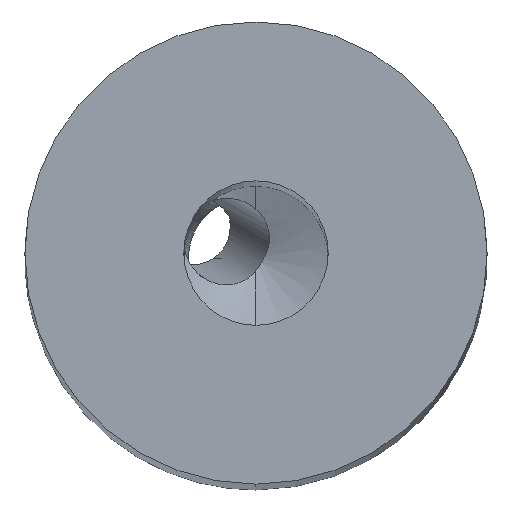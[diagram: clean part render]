
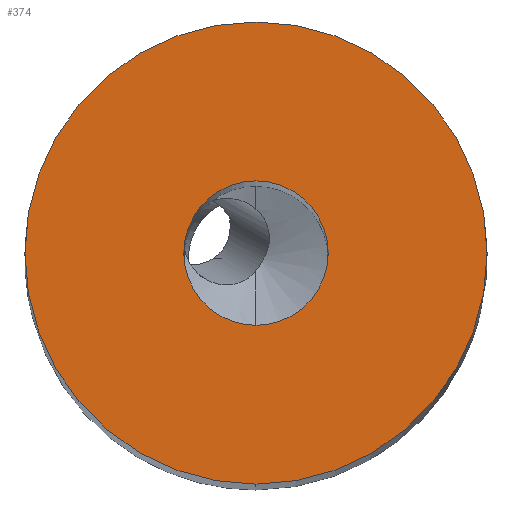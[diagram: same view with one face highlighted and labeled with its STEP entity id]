
A CAD part, top view. The second image highlights one B-rep face of the part: STEP entity #374.
In plain terms, the highlighted planar face has unit normal (0, 0, 1).
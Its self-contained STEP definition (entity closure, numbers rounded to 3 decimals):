
#238=VERTEX_POINT('NONE',#636);
#298=EDGE_CURVE('NONE',#326,#420,#702,.T.);
#326=VERTEX_POINT('NONE',#733);
#374=ADVANCED_FACE('NONE',(#787,#788),#789,.T.);
#402=EDGE_CURVE('NONE',#420,#326,#819,.T.);
#420=VERTEX_POINT('NONE',#839);
#458=EDGE_CURVE('NONE',#238,#586,#879,.T.);
#484=EDGE_CURVE('NONE',#586,#238,#907,.T.);
#586=VERTEX_POINT('NONE',#1015);
#636=CARTESIAN_POINT('',(0.,-2.5,100.081));
#702=CIRCLE('',#1222,8.0);
#733=CARTESIAN_POINT('',(0.0,8.0,100.081));
#787=FACE_OUTER_BOUND('',#1360,.T.);
#788=FACE_BOUND('',#1361,.T.);
#789=PLANE('',#1362);
#819=CIRCLE('',#1455,8.0);
#839=CARTESIAN_POINT('',(0.,-8.0,100.081));
#879=CIRCLE('',#1593,2.5);
#907=CIRCLE('',#1667,2.5);
#1015=CARTESIAN_POINT('',(0.0,2.5,100.081));
#1222=AXIS2_PLACEMENT_3D('',#1968,#1969,#1970);
#1360=EDGE_LOOP('',(#2087,#2088));
#1361=EDGE_LOOP('',(#2089,#2090));
#1362=AXIS2_PLACEMENT_3D('',#2091,#2092,#2093);
#1455=AXIS2_PLACEMENT_3D('',#2113,#2114,#2115);
#1593=AXIS2_PLACEMENT_3D('',#2175,#2176,#2177);
#1667=AXIS2_PLACEMENT_3D('',#2205,#2206,#2207);
#1968=CARTESIAN_POINT('',(0.,0.0,100.081));
#1969=DIRECTION('',(0.0,0.0,-1.0));
#1970=DIRECTION('',(-1.0,0.0,0.0));
#2087=ORIENTED_EDGE('',*,*,#298,.F.);
#2088=ORIENTED_EDGE('',*,*,#402,.F.);
#2089=ORIENTED_EDGE('',*,*,#484,.T.);
#2090=ORIENTED_EDGE('',*,*,#458,.T.);
#2091=CARTESIAN_POINT('',(0.,0.0,100.081));
#2092=DIRECTION('',(0.,0.0,1.0));
#2093=DIRECTION('',(-1.0,0.0,0.));
#2113=CARTESIAN_POINT('',(0.,0.0,100.081));
#2114=DIRECTION('',(0.0,0.0,-1.0));
#2115=DIRECTION('',(-1.0,0.0,0.0));
#2175=CARTESIAN_POINT('',(0.0,0.0,100.081));
#2176=DIRECTION('',(0.0,0.0,-1.0));
#2177=DIRECTION('',(1.0,0.0,0.0));
#2205=CARTESIAN_POINT('',(0.0,0.0,100.081));
#2206=DIRECTION('',(0.0,0.0,-1.0));
#2207=DIRECTION('',(1.0,0.0,0.0));
